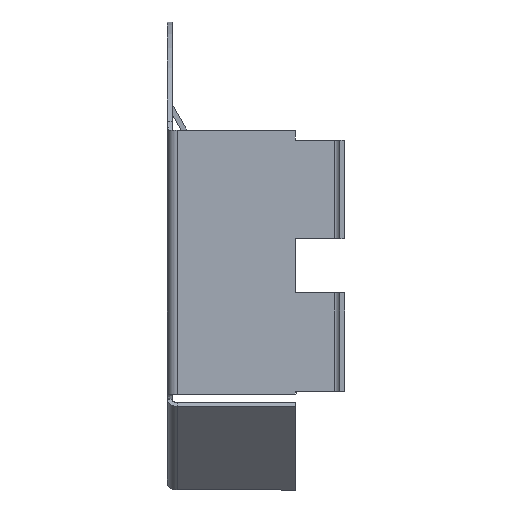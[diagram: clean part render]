
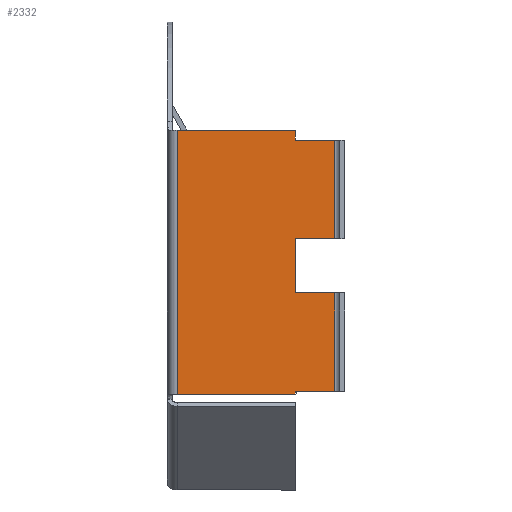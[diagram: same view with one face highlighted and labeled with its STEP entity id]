
A CAD part, left-side view. The second image highlights one B-rep face of the part: STEP entity #2332.
In plain terms, the highlighted planar face has unit normal (-1, 0, 0).
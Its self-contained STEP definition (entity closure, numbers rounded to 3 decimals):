
#130 = VECTOR ( 'NONE', #3538, 1000. ) ;
#133 = VECTOR ( 'NONE', #3551, 1000. ) ;
#134 = VECTOR ( 'NONE', #3555, 1000. ) ;
#138 = VECTOR ( 'NONE', #3567, 1000. ) ;
#139 = VECTOR ( 'NONE', #3571, 1000. ) ;
#140 = VECTOR ( 'NONE', #3574, 1000. ) ;
#141 = VECTOR ( 'NONE', #3580, 1000. ) ;
#142 = VECTOR ( 'NONE', #3584, 1000. ) ;
#143 = VECTOR ( 'NONE', #3591, 1000. ) ;
#145 = VECTOR ( 'NONE', #3543, 1000. ) ;
#148 = VECTOR ( 'NONE', #3595, 1000. ) ;
#168 = VECTOR ( 'NONE', #3716, 1000. ) ;
#407 = AXIS2_PLACEMENT_3D ( 'NONE', #3890, #3935, #3886 ) ;
#780 = CARTESIAN_POINT ( 'NONE',  ( -6.75, -3.4, 2.28 ) ) ;
#804 = CARTESIAN_POINT ( 'NONE',  ( -6.75, -0.2, 2.48 ) ) ;
#862 = CARTESIAN_POINT ( 'NONE',  ( -6.75, -2.6, -2.82 ) ) ;
#955 = CARTESIAN_POINT ( 'NONE',  ( -6.75, -2.6, 2.28 ) ) ;
#1368 = CARTESIAN_POINT ( 'NONE',  ( -6.75, -3.4, -2.82 ) ) ;
#1508 = CARTESIAN_POINT ( 'NONE',  ( -6.75, -3.4, -0.82 ) ) ;
#1546 = CARTESIAN_POINT ( 'NONE',  ( -6.75, -2.6, 0.28 ) ) ;
#1565 = CARTESIAN_POINT ( 'NONE',  ( -6.75, -2.6, 2.48 ) ) ;
#1568 = CARTESIAN_POINT ( 'NONE',  ( -6.75, -2.6, -0.82 ) ) ;
#1584 = CARTESIAN_POINT ( 'NONE',  ( -6.75, -2.6, -2.88 ) ) ;
#1585 = CARTESIAN_POINT ( 'NONE',  ( -6.75, -0.2, -2.88 ) ) ;
#1586 = CARTESIAN_POINT ( 'NONE',  ( -6.75, -3.4, 0.28 ) ) ;
#1604 = VERTEX_POINT ( 'NONE', #1368 ) ;
#1973 = VERTEX_POINT ( 'NONE', #955 ) ;
#1981 = VERTEX_POINT ( 'NONE', #862 ) ;
#2015 = EDGE_LOOP ( 'NONE', ( #2973, #2974, #2975, #2976, #2977, #2978, #2979, #2980, #2981, #2982, #2983, #2984 ) ) ;
#2022 = VERTEX_POINT ( 'NONE', #780 ) ;
#2048 = VERTEX_POINT ( 'NONE', #804 ) ;
#2074 = VERTEX_POINT ( 'NONE', #1586 ) ;
#2075 = VERTEX_POINT ( 'NONE', #1585 ) ;
#2076 = VERTEX_POINT ( 'NONE', #1584 ) ;
#2093 = VERTEX_POINT ( 'NONE', #1568 ) ;
#2095 = VERTEX_POINT ( 'NONE', #1565 ) ;
#2112 = VERTEX_POINT ( 'NONE', #1546 ) ;
#2145 = VERTEX_POINT ( 'NONE', #1508 ) ;
#2332 = ADVANCED_FACE ( 'NONE', ( #3914 ), #3887, .T. ) ;
#2537 = EDGE_CURVE ( 'NONE', #2048, #2075, #3728, .T. ) ;
#2558 = EDGE_CURVE ( 'NONE', #1981, #1604, #3600, .T. ) ;
#2559 = EDGE_CURVE ( 'NONE', #2145, #1604, #3594, .T. ) ;
#2560 = EDGE_CURVE ( 'NONE', #2145, #2093, #3590, .T. ) ;
#2561 = EDGE_CURVE ( 'NONE', #2093, #2112, #3582, .T. ) ;
#2562 = EDGE_CURVE ( 'NONE', #2112, #2074, #3579, .T. ) ;
#2563 = EDGE_CURVE ( 'NONE', #2022, #2074, #3573, .T. ) ;
#2564 = EDGE_CURVE ( 'NONE', #2022, #1973, #3570, .T. ) ;
#2567 = EDGE_CURVE ( 'NONE', #1973, #2095, #3557, .T. ) ;
#2568 = EDGE_CURVE ( 'NONE', #2095, #2048, #3554, .T. ) ;
#2570 = EDGE_CURVE ( 'NONE', #2075, #2076, #3563, .T. ) ;
#2571 = EDGE_CURVE ( 'NONE', #2076, #1981, #3540, .T. ) ;
#2973 = ORIENTED_EDGE ( 'NONE', *, *, #2558, .T. ) ;
#2974 = ORIENTED_EDGE ( 'NONE', *, *, #2559, .F. ) ;
#2975 = ORIENTED_EDGE ( 'NONE', *, *, #2560, .T. ) ;
#2976 = ORIENTED_EDGE ( 'NONE', *, *, #2561, .T. ) ;
#2977 = ORIENTED_EDGE ( 'NONE', *, *, #2562, .T. ) ;
#2978 = ORIENTED_EDGE ( 'NONE', *, *, #2563, .F. ) ;
#2979 = ORIENTED_EDGE ( 'NONE', *, *, #2564, .T. ) ;
#2980 = ORIENTED_EDGE ( 'NONE', *, *, #2567, .T. ) ;
#2981 = ORIENTED_EDGE ( 'NONE', *, *, #2568, .T. ) ;
#2982 = ORIENTED_EDGE ( 'NONE', *, *, #2537, .T. ) ;
#2983 = ORIENTED_EDGE ( 'NONE', *, *, #2570, .T. ) ;
#2984 = ORIENTED_EDGE ( 'NONE', *, *, #2571, .T. ) ;
#3538 = DIRECTION ( 'NONE',  ( 0., 0., 1. ) ) ;
#3539 = CARTESIAN_POINT ( 'NONE',  ( -6.75, -2.6, -2.88 ) ) ;
#3540 = LINE ( 'NONE', #3539, #130 ) ;
#3543 = DIRECTION ( 'NONE',  ( 0., -1., 0. ) ) ;
#3545 = CARTESIAN_POINT ( 'NONE',  ( -6.75, -0.1, -2.88 ) ) ;
#3551 = DIRECTION ( 'NONE',  ( 0., 1., 0. ) ) ;
#3552 = CARTESIAN_POINT ( 'NONE',  ( -6.75, -0.1, 2.48 ) ) ;
#3554 = LINE ( 'NONE', #3552, #133 ) ;
#3555 = DIRECTION ( 'NONE',  ( 0., 0., 1. ) ) ;
#3556 = CARTESIAN_POINT ( 'NONE',  ( -6.75, -2.6, 2.48 ) ) ;
#3557 = LINE ( 'NONE', #3556, #134 ) ;
#3563 = LINE ( 'NONE', #3545, #145 ) ;
#3567 = DIRECTION ( 'NONE',  ( 0., 1., 0. ) ) ;
#3568 = CARTESIAN_POINT ( 'NONE',  ( -6.75, -3.6, 2.28 ) ) ;
#3570 = LINE ( 'NONE', #3568, #138 ) ;
#3571 = DIRECTION ( 'NONE',  ( 0., 0., -1. ) ) ;
#3572 = CARTESIAN_POINT ( 'NONE',  ( -6.75, -3.4, 2.28 ) ) ;
#3573 = LINE ( 'NONE', #3572, #139 ) ;
#3574 = DIRECTION ( 'NONE',  ( 0., -1., 0. ) ) ;
#3575 = CARTESIAN_POINT ( 'NONE',  ( -6.75, -3.6, 0.28 ) ) ;
#3579 = LINE ( 'NONE', #3575, #140 ) ;
#3580 = DIRECTION ( 'NONE',  ( 0., 0., 1. ) ) ;
#3581 = CARTESIAN_POINT ( 'NONE',  ( -6.75, -2.6, -0.82 ) ) ;
#3582 = LINE ( 'NONE', #3581, #141 ) ;
#3584 = DIRECTION ( 'NONE',  ( 0., 1., 0. ) ) ;
#3585 = CARTESIAN_POINT ( 'NONE',  ( -6.75, -3.6, -0.82 ) ) ;
#3590 = LINE ( 'NONE', #3585, #142 ) ;
#3591 = DIRECTION ( 'NONE',  ( 0., 0., -1. ) ) ;
#3592 = CARTESIAN_POINT ( 'NONE',  ( -6.75, -3.4, -0.82 ) ) ;
#3594 = LINE ( 'NONE', #3592, #143 ) ;
#3595 = DIRECTION ( 'NONE',  ( 0., -1., 0. ) ) ;
#3600 = LINE ( 'NONE', #3612, #148 ) ;
#3612 = CARTESIAN_POINT ( 'NONE',  ( -6.75, -3.6, -2.82 ) ) ;
#3716 = DIRECTION ( 'NONE',  ( 0., 0., -1. ) ) ;
#3727 = CARTESIAN_POINT ( 'NONE',  ( -6.75, -0.2, -4.68 ) ) ;
#3728 = LINE ( 'NONE', #3727, #168 ) ;
#3886 = DIRECTION ( 'NONE',  ( 0., -1., 0. ) ) ;
#3887 = PLANE ( 'NONE',  #407 ) ;
#3890 = CARTESIAN_POINT ( 'NONE',  ( -6.75, -0.1, -4.68 ) ) ;
#3914 = FACE_OUTER_BOUND ( 'NONE', #2015, .T. ) ;
#3935 = DIRECTION ( 'NONE',  ( -1., 0., 0. ) ) ;
